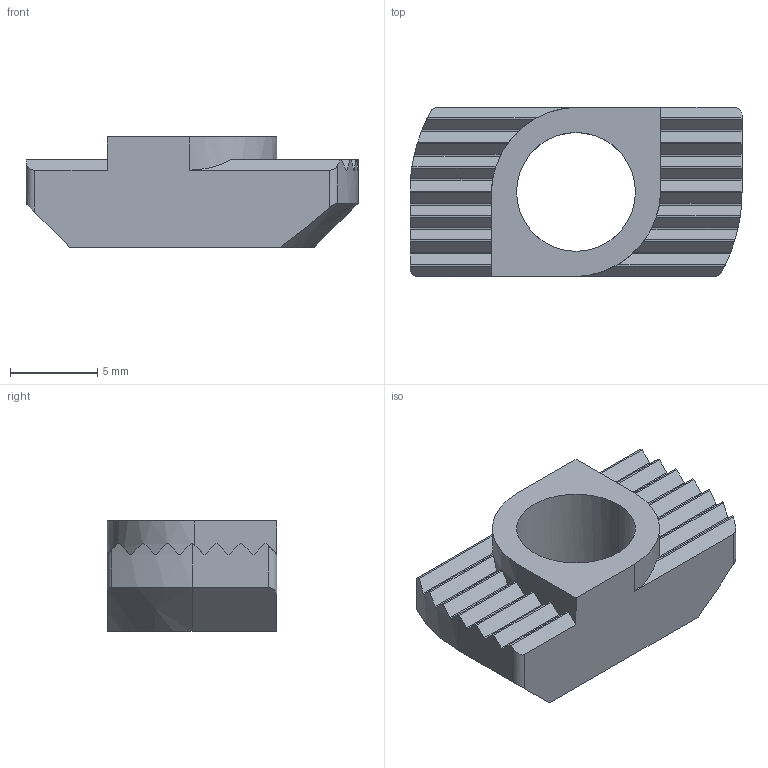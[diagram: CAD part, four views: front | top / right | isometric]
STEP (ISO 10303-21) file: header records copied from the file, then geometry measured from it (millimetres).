
FILE_DESCRIPTION (( 'STEP AP214' ), '1' );
FILE_NAME ('096h10813s02.STEP', '2015-06-29T14:14:14', ( 'Not-Admin' ), ( 'Hewlett-Packard Company' ), 'SwSTEP 2.0', 'SolidWorks 2014', '' );
FILE_SCHEMA (( 'AUTOMOTIVE_DESIGN' ));
Length unit declared in the file: millimetre
Products named in the file (1): 096h10813s02
Bounding box: 19 x 9.7 x 6.3 mm (x, y, z)
Volume: 688.3 mm3; surface area: 720.8 mm2
Topology: 1 solids, 1 shells, 82 faces, 238 edges, 158 vertices
Faces by surface type: plane 70, cylinder 10, cone 2
Entity records: 2760 total; most frequent: CARTESIAN_POINT 619, ORIENTED_EDGE 476, DIRECTION 402, EDGE_CURVE 238, VERTEX_POINT 158, LINE 152, VECTOR 152, AXIS2_PLACEMENT_3D 125
